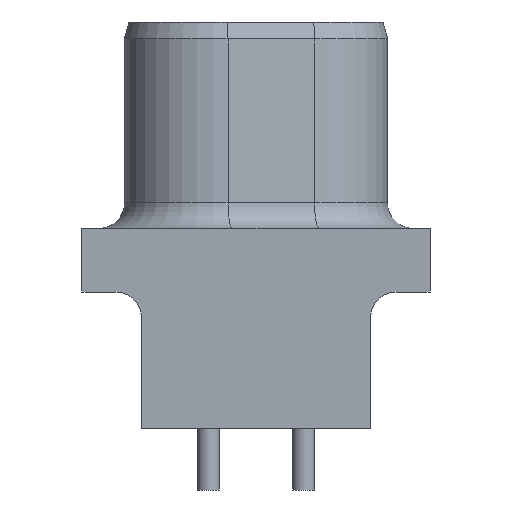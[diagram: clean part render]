
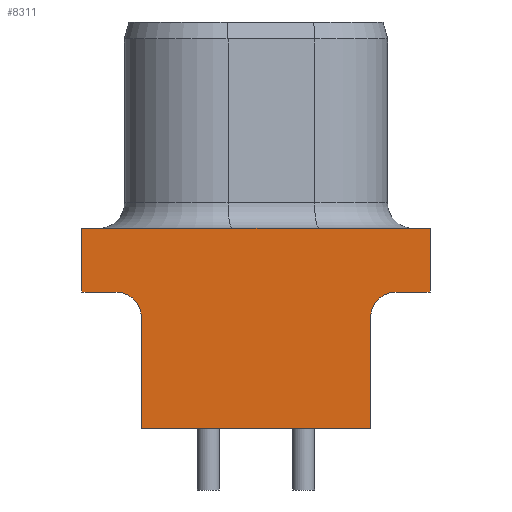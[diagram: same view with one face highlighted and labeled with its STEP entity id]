
A CAD part, left-side view. The second image highlights one B-rep face of the part: STEP entity #8311.
In plain terms, the highlighted planar face has unit normal (-1, 0, 0).
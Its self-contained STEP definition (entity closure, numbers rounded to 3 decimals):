
#8083 = VERTEX_POINT('',#8084);
#8084 = CARTESIAN_POINT('',(-10.,-5.207,-6.172));
#8090 = EDGE_CURVE('',#8091,#8083,#8093,.T.);
#8091 = VERTEX_POINT('',#8092);
#8092 = CARTESIAN_POINT('',(-10.,5.207,-6.172));
#8093 = LINE('',#8094,#8095);
#8094 = CARTESIAN_POINT('',(-10.,-3.,-6.172));
#8095 = VECTOR('',#8096,1.);
#8096 = DIRECTION('',(0.,-1.,0.));
#8195 = EDGE_CURVE('',#8196,#8083,#8198,.T.);
#8196 = VERTEX_POINT('',#8197);
#8197 = CARTESIAN_POINT('',(-10.,-5.207,-8.077));
#8198 = LINE('',#8199,#8200);
#8199 = CARTESIAN_POINT('',(-10.,-5.207,-9.586));
#8200 = VECTOR('',#8201,1.);
#8201 = DIRECTION('',(0.,0.,1.));
#8291 = EDGE_CURVE('',#8091,#8292,#8294,.T.);
#8292 = VERTEX_POINT('',#8293);
#8293 = CARTESIAN_POINT('',(-10.,5.207,-8.077));
#8294 = LINE('',#8295,#8296);
#8295 = CARTESIAN_POINT('',(-10.,5.207,-9.586));
#8296 = VECTOR('',#8297,1.);
#8297 = DIRECTION('',(0.,0.,-1.));
#8311 = ADVANCED_FACE('',(#8312),#8373,.T.);
#8312 = FACE_BOUND('',#8313,.F.);
#8313 = EDGE_LOOP('',(#8314,#8315,#8316,#8317,#8325,#8334,#8342,#8350,
    #8358,#8367));
#8314 = ORIENTED_EDGE('',*,*,#8291,.F.);
#8315 = ORIENTED_EDGE('',*,*,#8090,.T.);
#8316 = ORIENTED_EDGE('',*,*,#8195,.F.);
#8317 = ORIENTED_EDGE('',*,*,#8318,.F.);
#8318 = EDGE_CURVE('',#8319,#8196,#8321,.T.);
#8319 = VERTEX_POINT('',#8320);
#8320 = CARTESIAN_POINT('',(-10.,-4.191,-8.077));
#8321 = LINE('',#8322,#8323);
#8322 = CARTESIAN_POINT('',(-10.,-3.,-8.077));
#8323 = VECTOR('',#8324,1.);
#8324 = DIRECTION('',(0.,-1.,0.));
#8325 = ORIENTED_EDGE('',*,*,#8326,.T.);
#8326 = EDGE_CURVE('',#8319,#8327,#8329,.T.);
#8327 = VERTEX_POINT('',#8328);
#8328 = CARTESIAN_POINT('',(-10.,-3.429,-8.839));
#8329 = CIRCLE('',#8330,0.762);
#8330 = AXIS2_PLACEMENT_3D('',#8331,#8332,#8333);
#8331 = CARTESIAN_POINT('',(-10.,-4.191,-8.839));
#8332 = DIRECTION('',(-1.,0.,0.));
#8333 = DIRECTION('',(0.,0.,1.));
#8334 = ORIENTED_EDGE('',*,*,#8335,.T.);
#8335 = EDGE_CURVE('',#8327,#8336,#8338,.T.);
#8336 = VERTEX_POINT('',#8337);
#8337 = CARTESIAN_POINT('',(-10.,-3.429,-12.167));
#8338 = LINE('',#8339,#8340);
#8339 = CARTESIAN_POINT('',(-10.,-3.429,-6.5));
#8340 = VECTOR('',#8341,1.);
#8341 = DIRECTION('',(0.,0.,-1.));
#8342 = ORIENTED_EDGE('',*,*,#8343,.F.);
#8343 = EDGE_CURVE('',#8344,#8336,#8346,.T.);
#8344 = VERTEX_POINT('',#8345);
#8345 = CARTESIAN_POINT('',(-10.,3.429,-12.167));
#8346 = LINE('',#8347,#8348);
#8347 = CARTESIAN_POINT('',(-10.,-4.715,-12.167));
#8348 = VECTOR('',#8349,1.);
#8349 = DIRECTION('',(0.,-1.,0.));
#8350 = ORIENTED_EDGE('',*,*,#8351,.F.);
#8351 = EDGE_CURVE('',#8352,#8344,#8354,.T.);
#8352 = VERTEX_POINT('',#8353);
#8353 = CARTESIAN_POINT('',(-10.,3.429,-8.839));
#8354 = LINE('',#8355,#8356);
#8355 = CARTESIAN_POINT('',(-10.,3.429,-6.5));
#8356 = VECTOR('',#8357,1.);
#8357 = DIRECTION('',(0.,0.,-1.));
#8358 = ORIENTED_EDGE('',*,*,#8359,.F.);
#8359 = EDGE_CURVE('',#8360,#8352,#8362,.T.);
#8360 = VERTEX_POINT('',#8361);
#8361 = CARTESIAN_POINT('',(-10.,4.191,-8.077));
#8362 = CIRCLE('',#8363,0.762);
#8363 = AXIS2_PLACEMENT_3D('',#8364,#8365,#8366);
#8364 = CARTESIAN_POINT('',(-10.,4.191,-8.839));
#8365 = DIRECTION('',(1.,0.,-0.));
#8366 = DIRECTION('',(0.,0.,1.));
#8367 = ORIENTED_EDGE('',*,*,#8368,.F.);
#8368 = EDGE_CURVE('',#8292,#8360,#8369,.T.);
#8369 = LINE('',#8370,#8371);
#8370 = CARTESIAN_POINT('',(-10.,-3.,-8.077));
#8371 = VECTOR('',#8372,1.);
#8372 = DIRECTION('',(0.,-1.,0.));
#8373 = PLANE('',#8374);
#8374 = AXIS2_PLACEMENT_3D('',#8375,#8376,#8377);
#8375 = CARTESIAN_POINT('',(-10.,-6.,-13.));
#8376 = DIRECTION('',(-1.,-0.,-0.));
#8377 = DIRECTION('',(0.,0.,-1.));
